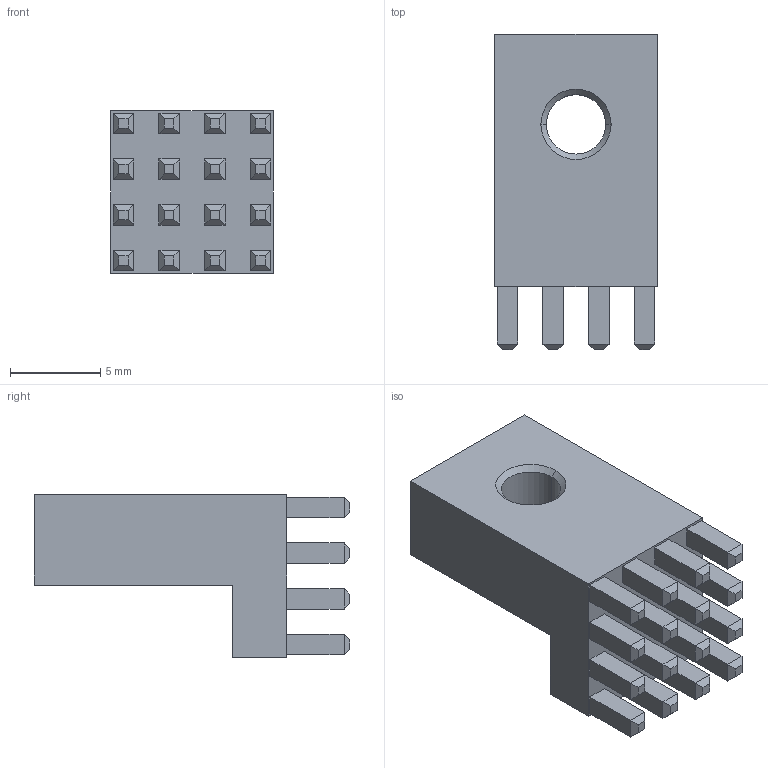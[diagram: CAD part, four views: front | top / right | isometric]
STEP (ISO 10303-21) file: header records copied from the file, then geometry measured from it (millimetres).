
FILE_DESCRIPTION (( 'STEP AP203' ), '1' );
FILE_NAME ('LF993104-A01.STEP', '2021-09-10T07:13:06', ( '' ), ( '' ), 'SwSTEP 2.0', 'SolidWorks 2018', '' );
FILE_SCHEMA (( 'CONFIG_CONTROL_DESIGN' ));
Length unit declared in the file: millimetre
Products named in the file (1): LF993104-A01
Bounding box: 9 x 17.5 x 9 mm (x, y, z)
Volume: 762.8 mm3; surface area: 849 mm2
Topology: 1 solids, 1 shells, 185 faces, 427 edges, 262 vertices
Faces by surface type: plane 179, cone 4, cylinder 2
Entity records: 5126 total; most frequent: CARTESIAN_POINT 875, ORIENTED_EDGE 854, DIRECTION 807, EDGE_CURVE 427, LINE 419, VECTOR 419, VERTEX_POINT 262, EDGE_LOOP 205
